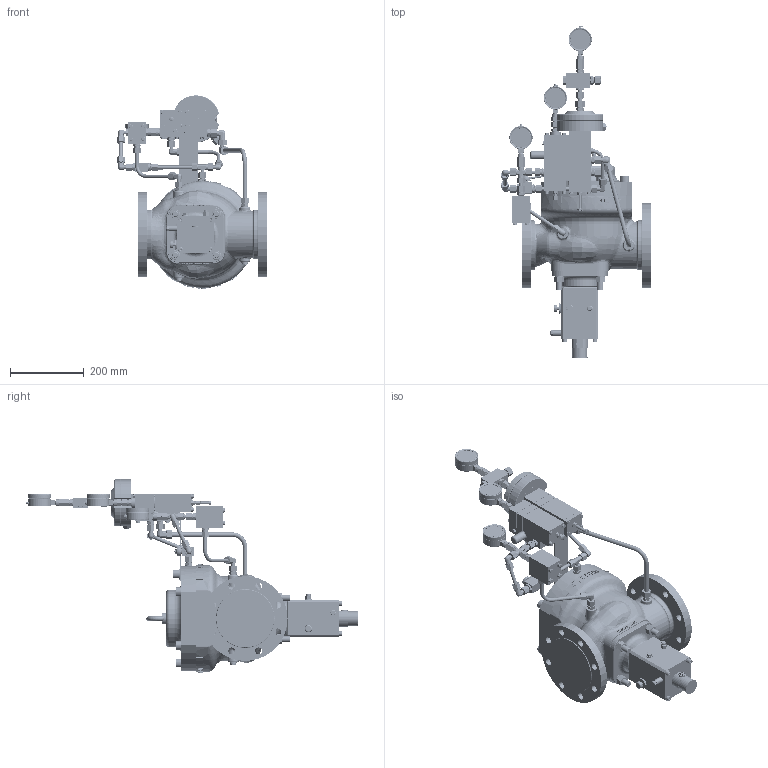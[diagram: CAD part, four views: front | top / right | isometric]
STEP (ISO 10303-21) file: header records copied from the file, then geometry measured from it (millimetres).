
FILE_DESCRIPTION (( 'STEP AP214' ), '1' );
FILE_NAME ('HON5020SSV_DN100_class150_HON630(mbar).STEP', '2019-09-30T09:53:55', ( '' ), ( '' ), 'SwSTEP 2.0', 'SolidWorks 2017', '' );
FILE_SCHEMA (( 'AUTOMOTIVE_DESIGN' ));
Length unit declared in the file: millimetre
Products named in the file (1): HON5020SSV_DN100_class150_HON630(mbar)
Bounding box: 408.71 x 900.92 x 525 mm (x, y, z)
Volume: 20606026.7 mm3; surface area: 1163701.4 mm2
Topology: 127 solids, 127 shells, 5075 faces, 11680 edges, 7133 vertices
Faces by surface type: plane 2057, cone 1116, cylinder 980, bspline 593, torus 289, sphere 40
Entity records: 288566 total; most frequent: CARTESIAN_POINT 165595, ORIENTED_EDGE 23252, DIRECTION 21252, EDGE_CURVE 11626, AXIS2_PLACEMENT_3D 8337, VERTEX_POINT 7131, EDGE_LOOP 5439, ADVANCED_FACE 5075
